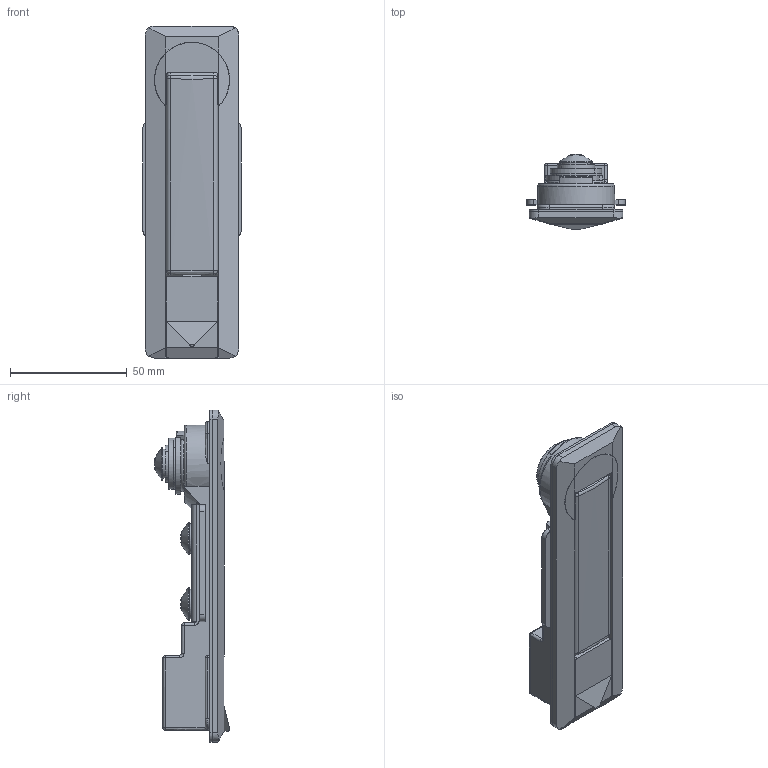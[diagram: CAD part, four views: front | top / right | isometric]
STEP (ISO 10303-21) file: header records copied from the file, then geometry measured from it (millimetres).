
FILE_DESCRIPTION((''),'2;1');
FILE_NAME('','2006-01-17T11:31:40',(''),(''),'','CADfix','');
FILE_SCHEMA(('AUTOMOTIVE_DESIGN'));
Length unit declared in the file: millimetre
Products named in the file (14): washer_B; screw_A; screw_B; base; washer_D; washer_C; washer_A; shaft; packing; handle; control_cam; case; bracket; THA_412A_2_133_36
Assembly tree (18 placements, depth 2):
  THA_412A_2_133_36
    washer_B  x3
    screw_A  x3
    screw_B  x2
    base
    washer_D
    washer_C
    washer_A
    shaft
    packing
    handle
    control_cam
    case
    bracket
Bounding box: 42 x 32.18 x 142 mm (x, y, z)
Volume: 58363 mm3; surface area: 48719.3 mm2
Topology: 18 solids, 18 shells, 467 faces, 1448 edges, 1027 vertices
Faces by surface type: bspline 467
Entity records: 16157 total; most frequent: CARTESIAN_POINT 8872, ORIENTED_EDGE 2316, EDGE_CURVE 1158, VERTEX_POINT 815, QUASI_UNIFORM_CURVE 603, B_SPLINE_CURVE_WITH_KNOTS 529, EDGE_LOOP 421, FACE_OUTER_BOUND 378
